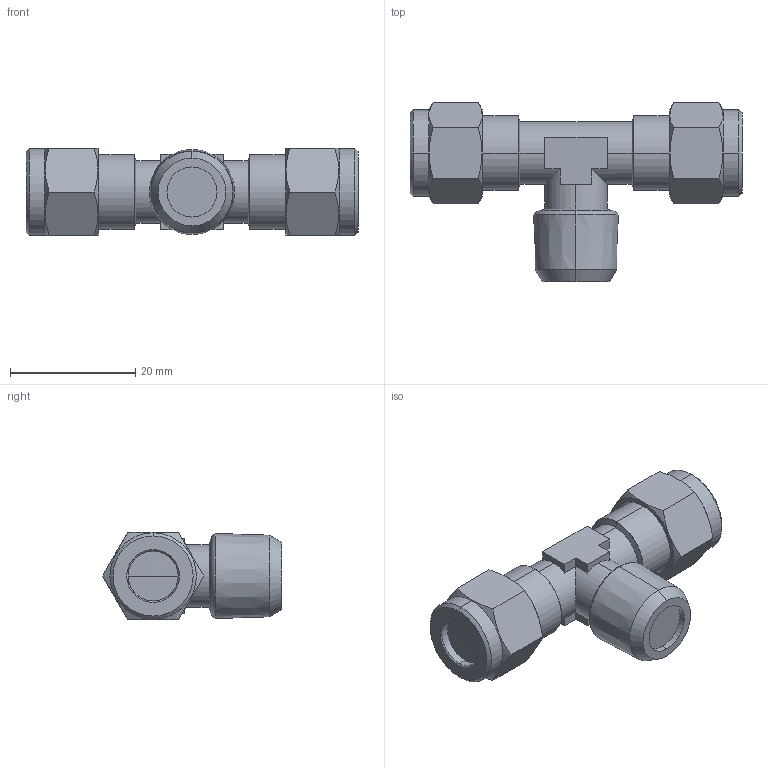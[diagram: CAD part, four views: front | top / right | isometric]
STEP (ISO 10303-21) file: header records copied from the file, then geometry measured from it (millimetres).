
FILE_DESCRIPTION (( 'STEP AP214' ), '1' );
FILE_NAME ('1022000005.step', '2013-02-25T17:11:42', ( '' ), ( '' ), 'SwSTEP 2.0', 'SolidWorks 2012', '' );
FILE_SCHEMA (( 'AUTOMOTIVE_DESIGN' ));
Length unit declared in the file: millimetre
Products named in the file (1): 1022000005
Bounding box: 53 x 28.58 x 14 mm (x, y, z)
Volume: 8353.4 mm3; surface area: 3468.7 mm2
Topology: 1 solids, 1 shells, 103 faces, 244 edges, 144 vertices
Faces by surface type: cone 42, plane 36, cylinder 19, torus 6
Entity records: 3224 total; most frequent: CARTESIAN_POINT 890, ORIENTED_EDGE 480, DIRECTION 480, EDGE_CURVE 240, AXIS2_PLACEMENT_3D 188, VERTEX_POINT 144, EDGE_LOOP 108, LINE 104
